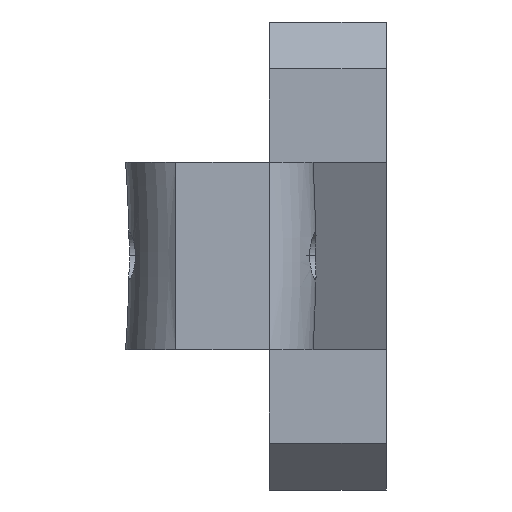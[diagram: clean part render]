
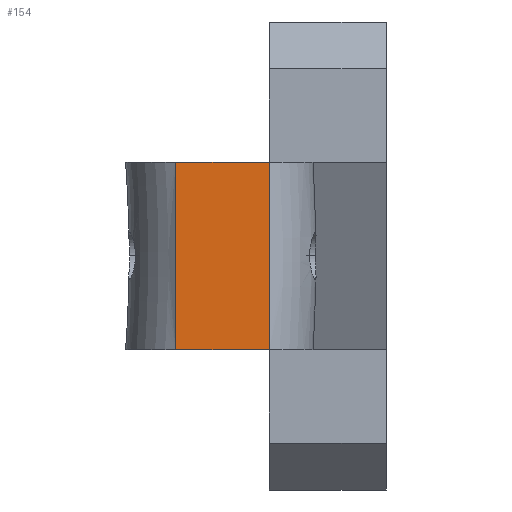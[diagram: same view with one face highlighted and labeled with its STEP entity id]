
A CAD part, left-side view. The second image highlights one B-rep face of the part: STEP entity #154.
In plain terms, the highlighted planar face has unit normal (-1, 0, 0).
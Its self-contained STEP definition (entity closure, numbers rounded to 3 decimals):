
#40 = ORIENTED_EDGE ( 'NONE', *, *, #496, .T. ) ;
#42 = VERTEX_POINT ( 'NONE', #797 ) ;
#154 = ADVANCED_FACE ( 'NONE', ( #1166 ), #320, .T. ) ;
#200 = CARTESIAN_POINT ( 'NONE',  ( -2., 0., 8. ) ) ;
#207 = VECTOR ( 'NONE', #996, 1000. ) ;
#227 = ORIENTED_EDGE ( 'NONE', *, *, #710, .T. ) ;
#233 = CARTESIAN_POINT ( 'NONE',  ( -2., 2.781, 8. ) ) ;
#235 = DIRECTION ( 'NONE',  ( 0., 0., -1. ) ) ;
#283 = ORIENTED_EDGE ( 'NONE', *, *, #1226, .F. ) ;
#309 = DIRECTION ( 'NONE',  ( 0., 0., 1. ) ) ;
#320 = PLANE ( 'NONE',  #386 ) ;
#368 = VECTOR ( 'NONE', #1198, 1000. ) ;
#386 = AXIS2_PLACEMENT_3D ( 'NONE', #724, #915, #309 ) ;
#409 = EDGE_CURVE ( 'NONE', #443, #1065, #818, .T. ) ;
#443 = VERTEX_POINT ( 'NONE', #653 ) ;
#447 = DIRECTION ( 'NONE',  ( 0., 0., -1. ) ) ;
#472 = CARTESIAN_POINT ( 'NONE',  ( -2., 6.781, 0. ) ) ;
#473 = LINE ( 'NONE', #868, #1208 ) ;
#496 = EDGE_CURVE ( 'NONE', #42, #1171, #473, .T. ) ;
#543 = VECTOR ( 'NONE', #235, 1000. ) ;
#598 = EDGE_LOOP ( 'NONE', ( #283, #616, #227, #40 ) ) ;
#616 = ORIENTED_EDGE ( 'NONE', *, *, #409, .F. ) ;
#653 = CARTESIAN_POINT ( 'NONE',  ( -2., 2.781, 8. ) ) ;
#687 = CARTESIAN_POINT ( 'NONE',  ( -2., 0., 0. ) ) ;
#710 = EDGE_CURVE ( 'NONE', #443, #42, #756, .T. ) ;
#724 = CARTESIAN_POINT ( 'NONE',  ( -2., 0., 8. ) ) ;
#756 = LINE ( 'NONE', #200, #207 ) ;
#797 = CARTESIAN_POINT ( 'NONE',  ( -2., 6.781, 8. ) ) ;
#818 = LINE ( 'NONE', #233, #543 ) ;
#868 = CARTESIAN_POINT ( 'NONE',  ( -2., 6.781, 8. ) ) ;
#915 = DIRECTION ( 'NONE',  ( -1., 0., 0. ) ) ;
#989 = LINE ( 'NONE', #687, #368 ) ;
#996 = DIRECTION ( 'NONE',  ( 0., 1., 0. ) ) ;
#1065 = VERTEX_POINT ( 'NONE', #1164 ) ;
#1164 = CARTESIAN_POINT ( 'NONE',  ( -2., 2.781, 0. ) ) ;
#1166 = FACE_OUTER_BOUND ( 'NONE', #598, .T. ) ;
#1171 = VERTEX_POINT ( 'NONE', #472 ) ;
#1198 = DIRECTION ( 'NONE',  ( 0., 1., 0. ) ) ;
#1208 = VECTOR ( 'NONE', #447, 1000. ) ;
#1226 = EDGE_CURVE ( 'NONE', #1065, #1171, #989, .T. ) ;
